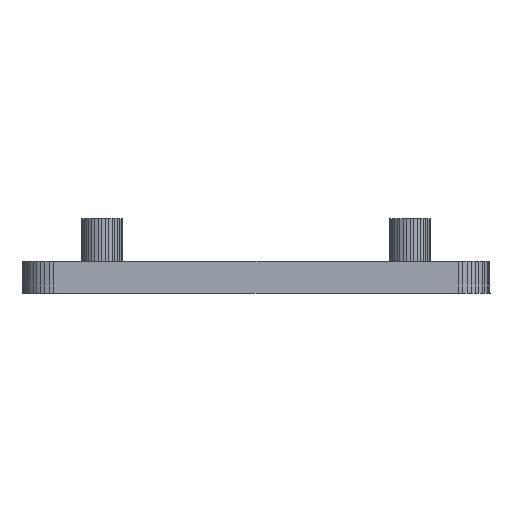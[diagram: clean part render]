
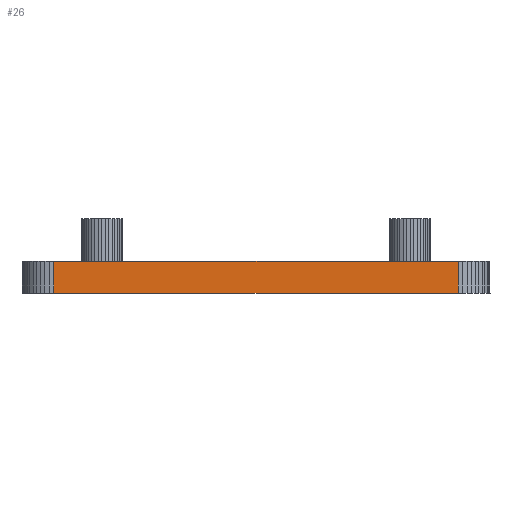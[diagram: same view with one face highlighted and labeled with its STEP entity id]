
A CAD part, front view. The second image highlights one B-rep face of the part: STEP entity #26.
In plain terms, the highlighted planar face has unit normal (0, -1, 0).
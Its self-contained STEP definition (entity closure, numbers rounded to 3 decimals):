
#26=ADVANCED_FACE('',(#280),#4240,.T.);
#280=FACE_OUTER_BOUND('',#534,.T.);
#534=EDGE_LOOP('',(#814,#815,#816,#817));
#814=ORIENTED_EDGE('',*,*,#2284,.F.);
#815=ORIENTED_EDGE('',*,*,#2283,.F.);
#816=ORIENTED_EDGE('',*,*,#2282,.F.);
#817=ORIENTED_EDGE('',*,*,#2261,.T.);
#2261=EDGE_CURVE('',#3747,#3748,#3004,.T.);
#2282=EDGE_CURVE('',#3747,#3767,#3025,.T.);
#2283=EDGE_CURVE('',#3767,#3768,#3026,.T.);
#2284=EDGE_CURVE('',#3768,#3748,#3027,.T.);
#3004=B_SPLINE_CURVE_WITH_KNOTS('',1,(#5847,#5848),.UNSPECIFIED.,.F.,.F.,
(2,2),(0.152,0.27),.UNSPECIFIED.);
#3025=B_SPLINE_CURVE_WITH_KNOTS('',1,(#5889,#5890),.UNSPECIFIED.,.F.,.F.,
(2,2),(1.614,3.11),.UNSPECIFIED.);
#3026=B_SPLINE_CURVE_WITH_KNOTS('',1,(#5891,#5892),.UNSPECIFIED.,.F.,.F.,
(2,2),(3.11,3.228),.UNSPECIFIED.);
#3027=B_SPLINE_CURVE_WITH_KNOTS('',1,(#5893,#5894),.UNSPECIFIED.,.F.,.F.,
(2,2),(3.228,4.724),.UNSPECIFIED.);
#3747=VERTEX_POINT('',#5349);
#3748=VERTEX_POINT('',#5350);
#3767=VERTEX_POINT('',#5369);
#3768=VERTEX_POINT('',#5370);
#4240=PLANE('',#4582);
#4582=AXIS2_PLACEMENT_3D('',#5096,#4839,$);
#4839=DIRECTION('',(0.,-1.,0.));
#5096=CARTESIAN_POINT('',(3.,0.,3.));
#5349=CARTESIAN_POINT('',(41.,0.,0.));
#5350=CARTESIAN_POINT('',(41.,0.,3.));
#5369=CARTESIAN_POINT('',(3.,0.,0.));
#5370=CARTESIAN_POINT('',(3.,0.,3.));
#5847=CARTESIAN_POINT('',(41.,0.,0.));
#5848=CARTESIAN_POINT('',(41.,0.,3.));
#5889=CARTESIAN_POINT('',(41.,0.,0.));
#5890=CARTESIAN_POINT('',(3.,0.,0.));
#5891=CARTESIAN_POINT('',(3.,0.,0.));
#5892=CARTESIAN_POINT('',(3.,0.,3.));
#5893=CARTESIAN_POINT('',(3.,0.,3.));
#5894=CARTESIAN_POINT('',(41.,0.,3.));
